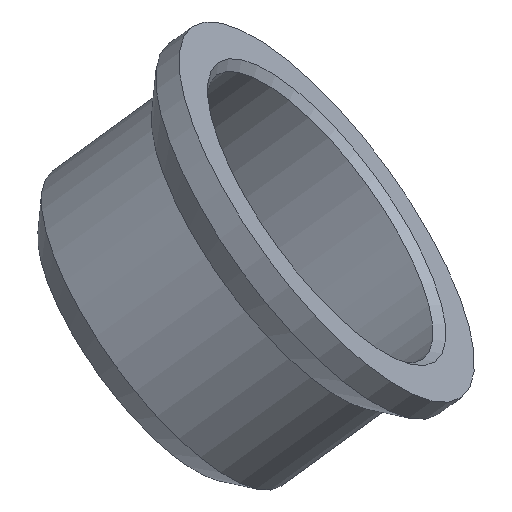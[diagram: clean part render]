
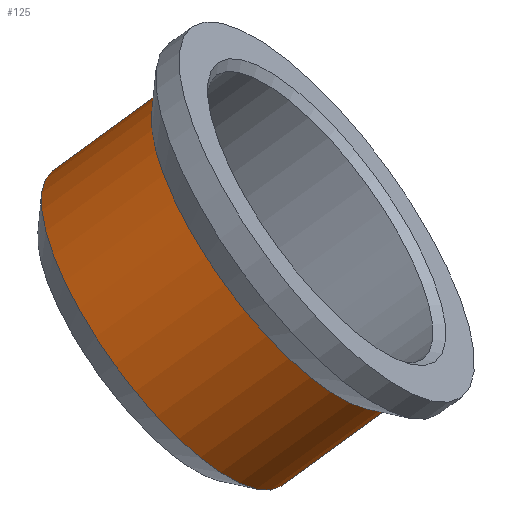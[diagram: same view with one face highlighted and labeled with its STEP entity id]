
A CAD part, isometric view. The second image highlights one B-rep face of the part: STEP entity #125.
In plain terms, the highlighted cylindrical face has radius 6.37 mm (diameter 12.74 mm), a full revolution.
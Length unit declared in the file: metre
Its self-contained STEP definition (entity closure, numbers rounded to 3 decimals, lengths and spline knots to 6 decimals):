
#17=CYLINDRICAL_SURFACE('',#154,0.00637);
#26=ORIENTED_EDGE('',*,*,#47,.T.);
#27=ORIENTED_EDGE('',*,*,#48,.T.);
#47=EDGE_CURVE('',#58,#58,#69,.F.);
#48=EDGE_CURVE('',#59,#59,#70,.F.);
#58=VERTEX_POINT('',#230);
#59=VERTEX_POINT('',#232);
#69=CIRCLE('',#155,0.00637);
#70=CIRCLE('',#156,0.00637);
#81=EDGE_LOOP('',(#26));
#82=EDGE_LOOP('',(#27));
#103=FACE_BOUND('',#81,.T.);
#104=FACE_BOUND('',#82,.T.);
#125=ADVANCED_FACE('',(#103,#104),#17,.T.);
#154=AXIS2_PLACEMENT_3D('',#228,#186,#187);
#155=AXIS2_PLACEMENT_3D('',#229,#188,#189);
#156=AXIS2_PLACEMENT_3D('',#231,#190,#191);
#186=DIRECTION('',(-0.579,0.502,-0.643));
#187=DIRECTION('',(-0.743,0.,0.669));
#188=DIRECTION('',(-0.579,0.502,-0.643));
#189=DIRECTION('',(-0.743,0.,0.669));
#190=DIRECTION('',(0.579,-0.502,0.643));
#191=DIRECTION('',(0.743,0.,-0.669));
#228=CARTESIAN_POINT('',(-0.018173,0.008847,0.006922));
#229=CARTESIAN_POINT('',(-0.020867,0.011181,0.003932));
#230=CARTESIAN_POINT('',(-0.0256,0.011181,0.008195));
#231=CARTESIAN_POINT('',(-0.018134,0.008813,0.006966));
#232=CARTESIAN_POINT('',(-0.013401,0.008813,0.002703));
